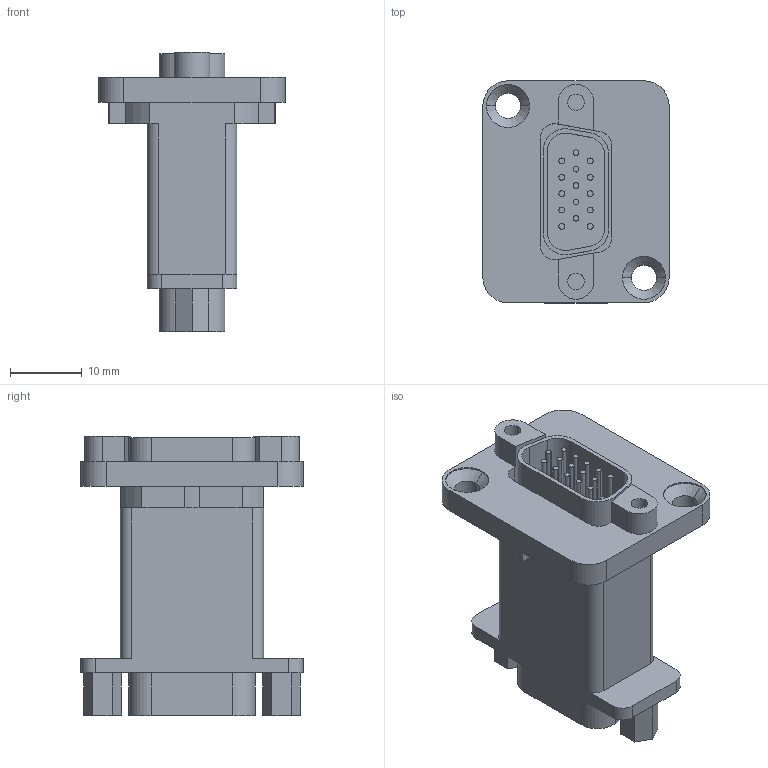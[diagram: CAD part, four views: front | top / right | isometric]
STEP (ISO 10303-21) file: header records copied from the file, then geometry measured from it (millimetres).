
FILE_DESCRIPTION((''),'2;1');
FILE_NAME('D-NADB15MF','2017-03-28T',('phk'),(''),'CREO PARAMETRIC BY PTC INC, 2016260','CREO PARAMETRIC BY PTC INC, 2016260','');
FILE_SCHEMA(('CONFIG_CONTROL_DESIGN'));
Length unit declared in the file: millimetre
Products named in the file (1): D-NADB15MF
Bounding box: 26 x 31 x 39 mm (x, y, z)
Volume: 10632.7 mm3; surface area: 5910.6 mm2
Topology: 1 solids, 1 shells, 215 faces, 508 edges, 336 vertices
Faces by surface type: cylinder 112, plane 99, cone 4
Entity records: 6308 total; most frequent: DIRECTION 1162, CARTESIAN_POINT 1059, ORIENTED_EDGE 1016, EDGE_CURVE 508, AXIS2_PLACEMENT_3D 439, VERTEX_POINT 336, VECTOR 284, LINE 284
